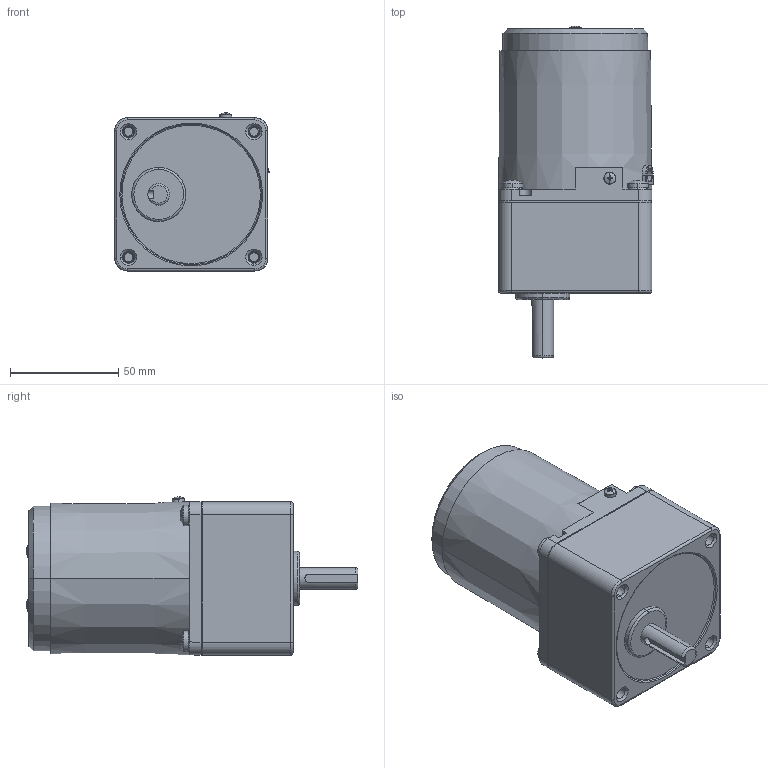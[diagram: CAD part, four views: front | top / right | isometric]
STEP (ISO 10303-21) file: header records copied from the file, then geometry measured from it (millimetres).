
FILE_DESCRIPTION((''),'2;1');
FILE_NAME('3RK15GN-C-3GN3K-200K_ASM_ASM','2015-08-22T',('Administrator'),(''),'PRO/ENGINEER BY PARAMETRIC TECHNOLOGY CORPORATION, 2007170','PRO/ENGINEER BY PARAMETRIC TECHNOLOGY CORPORATION, 2007170','');
FILE_SCHEMA(('CONFIG_CONTROL_DESIGN'));
Length unit declared in the file: millimetre
Products named in the file (14): 3RK15GN-C_6_AF0; PRT0116; PRT0117; ASM0003_ASM_ASM; 3RK15GN-C-3GN3K-200K_ASM_1_AF0_ASM; PRT0118; PRT0119; PRT0120; PRT0121; PRT0122; PRT0123; PRT0124; PRT0125; 3RK15GN-C-3GN3K-200K_ASM_ASM
Assembly tree (13 placements, depth 4):
  3RK15GN-C-3GN3K-200K_ASM_ASM
    3RK15GN-C-3GN3K-200K_ASM_1_AF0_ASM
      3RK15GN-C_6_AF0
      ASM0003_ASM_ASM
        PRT0116
        PRT0117
    PRT0118
    PRT0119
    PRT0120
    PRT0121
    PRT0122
    PRT0123
    PRT0124
    PRT0125
Bounding box: 71.52 x 153.35 x 73.06 mm (x, y, z)
Volume: 321567.9 mm3; surface area: 77746.1 mm2
Topology: 11 solids, 19 shells, 1302 faces, 3403 edges, 2120 vertices
Faces by surface type: cone 654, cylinder 361, plane 213, torus 54, sphere 20
Entity records: 40988 total; most frequent: DIRECTION 7955, CARTESIAN_POINT 7300, ORIENTED_EDGE 6722, EDGE_CURVE 3361, AXIS2_PLACEMENT_3D 3357, VERTEX_POINT 2120, CIRCLE 2024, EDGE_LOOP 1347
